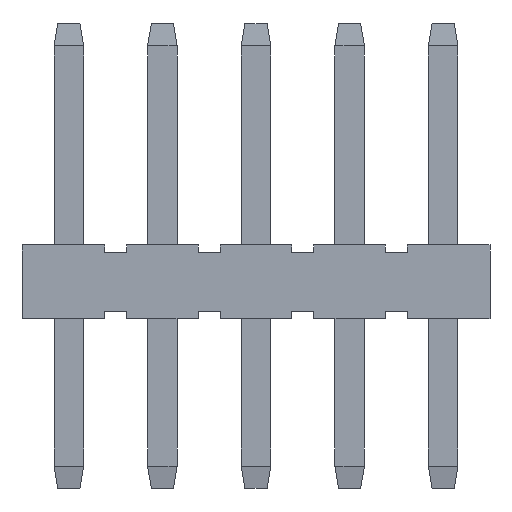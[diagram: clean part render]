
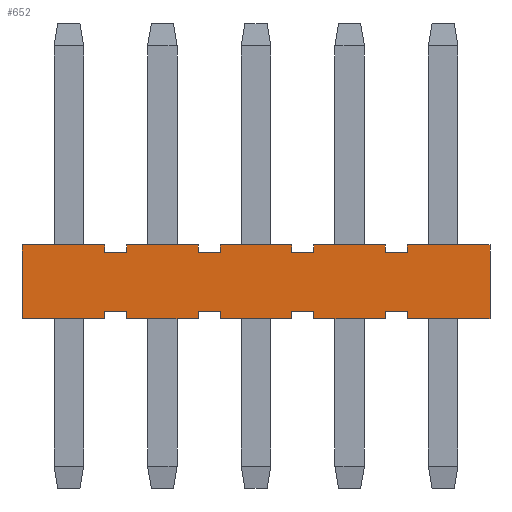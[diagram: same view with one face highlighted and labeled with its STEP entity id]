
A CAD part, left-side view. The second image highlights one B-rep face of the part: STEP entity #652.
In plain terms, the highlighted planar face has unit normal (-1, 0, 0).
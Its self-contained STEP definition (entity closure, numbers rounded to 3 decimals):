
#124 = VERTEX_POINT('',#125);
#125 = CARTESIAN_POINT('',(-1.05,-0.495,0.));
#133 = EDGE_CURVE('',#124,#134,#136,.T.);
#134 = VERTEX_POINT('',#135);
#135 = CARTESIAN_POINT('',(-1.05,0.625,0.));
#136 = LINE('',#137,#138);
#137 = CARTESIAN_POINT('',(-1.05,-5.725,0.));
#138 = VECTOR('',#139,1.);
#139 = DIRECTION('',(0.,1.,0.));
#324 = VERTEX_POINT('',#325);
#325 = CARTESIAN_POINT('',(-1.05,-0.495,0.1));
#338 = EDGE_CURVE('',#324,#124,#339,.T.);
#339 = LINE('',#340,#341);
#340 = CARTESIAN_POINT('',(-1.05,-0.495,-0.125));
#341 = VECTOR('',#342,1.);
#342 = DIRECTION('',(0.,0.,-1.));
#632 = EDGE_CURVE('',#134,#633,#635,.T.);
#633 = VERTEX_POINT('',#634);
#634 = CARTESIAN_POINT('',(-1.05,0.625,1.));
#635 = LINE('',#636,#637);
#636 = CARTESIAN_POINT('',(-1.05,0.625,0.));
#637 = VECTOR('',#638,1.);
#638 = DIRECTION('',(0.,0.,1.));
#652 = ADVANCED_FACE('',(#653),#920,.T.);
#653 = FACE_BOUND('',#654,.T.);
#654 = EDGE_LOOP('',(#655,#665,#673,#681,#689,#697,#705,#713,#721,#729,
    #737,#745,#753,#761,#769,#777,#785,#793,#801,#807,#808,#809,#810,
    #818,#826,#834,#842,#850,#858,#866,#874,#882,#890,#898,#906,#914));
#655 = ORIENTED_EDGE('',*,*,#656,.F.);
#656 = EDGE_CURVE('',#657,#659,#661,.T.);
#657 = VERTEX_POINT('',#658);
#658 = CARTESIAN_POINT('',(-1.05,-5.725,0.));
#659 = VERTEX_POINT('',#660);
#660 = CARTESIAN_POINT('',(-1.05,-4.605,0.));
#661 = LINE('',#662,#663);
#662 = CARTESIAN_POINT('',(-1.05,-5.725,0.));
#663 = VECTOR('',#664,1.);
#664 = DIRECTION('',(0.,1.,0.));
#665 = ORIENTED_EDGE('',*,*,#666,.T.);
#666 = EDGE_CURVE('',#657,#667,#669,.T.);
#667 = VERTEX_POINT('',#668);
#668 = CARTESIAN_POINT('',(-1.05,-5.725,1.));
#669 = LINE('',#670,#671);
#670 = CARTESIAN_POINT('',(-1.05,-5.725,0.));
#671 = VECTOR('',#672,1.);
#672 = DIRECTION('',(0.,0.,1.));
#673 = ORIENTED_EDGE('',*,*,#674,.T.);
#674 = EDGE_CURVE('',#667,#675,#677,.T.);
#675 = VERTEX_POINT('',#676);
#676 = CARTESIAN_POINT('',(-1.05,-4.605,1.));
#677 = LINE('',#678,#679);
#678 = CARTESIAN_POINT('',(-1.05,-5.725,1.));
#679 = VECTOR('',#680,1.);
#680 = DIRECTION('',(0.,1.,0.));
#681 = ORIENTED_EDGE('',*,*,#682,.F.);
#682 = EDGE_CURVE('',#683,#675,#685,.T.);
#683 = VERTEX_POINT('',#684);
#684 = CARTESIAN_POINT('',(-1.05,-4.605,0.9));
#685 = LINE('',#686,#687);
#686 = CARTESIAN_POINT('',(-1.05,-4.605,0.625));
#687 = VECTOR('',#688,1.);
#688 = DIRECTION('',(0.,0.,1.));
#689 = ORIENTED_EDGE('',*,*,#690,.F.);
#690 = EDGE_CURVE('',#691,#683,#693,.T.);
#691 = VERTEX_POINT('',#692);
#692 = CARTESIAN_POINT('',(-1.05,-4.305,0.9));
#693 = LINE('',#694,#695);
#694 = CARTESIAN_POINT('',(-1.05,-5.165,0.9));
#695 = VECTOR('',#696,1.);
#696 = DIRECTION('',(0.,-1.,0.));
#697 = ORIENTED_EDGE('',*,*,#698,.F.);
#698 = EDGE_CURVE('',#699,#691,#701,.T.);
#699 = VERTEX_POINT('',#700);
#700 = CARTESIAN_POINT('',(-1.05,-4.305,1.));
#701 = LINE('',#702,#703);
#702 = CARTESIAN_POINT('',(-1.05,-4.305,0.45));
#703 = VECTOR('',#704,1.);
#704 = DIRECTION('',(0.,0.,-1.));
#705 = ORIENTED_EDGE('',*,*,#706,.T.);
#706 = EDGE_CURVE('',#699,#707,#709,.T.);
#707 = VERTEX_POINT('',#708);
#708 = CARTESIAN_POINT('',(-1.05,-3.335,1.));
#709 = LINE('',#710,#711);
#710 = CARTESIAN_POINT('',(-1.05,-5.725,1.));
#711 = VECTOR('',#712,1.);
#712 = DIRECTION('',(0.,1.,0.));
#713 = ORIENTED_EDGE('',*,*,#714,.F.);
#714 = EDGE_CURVE('',#715,#707,#717,.T.);
#715 = VERTEX_POINT('',#716);
#716 = CARTESIAN_POINT('',(-1.05,-3.335,0.9));
#717 = LINE('',#718,#719);
#718 = CARTESIAN_POINT('',(-1.05,-3.335,0.625));
#719 = VECTOR('',#720,1.);
#720 = DIRECTION('',(0.,0.,1.));
#721 = ORIENTED_EDGE('',*,*,#722,.F.);
#722 = EDGE_CURVE('',#723,#715,#725,.T.);
#723 = VERTEX_POINT('',#724);
#724 = CARTESIAN_POINT('',(-1.05,-3.035,0.9));
#725 = LINE('',#726,#727);
#726 = CARTESIAN_POINT('',(-1.05,-4.53,0.9));
#727 = VECTOR('',#728,1.);
#728 = DIRECTION('',(0.,-1.,0.));
#729 = ORIENTED_EDGE('',*,*,#730,.F.);
#730 = EDGE_CURVE('',#731,#723,#733,.T.);
#731 = VERTEX_POINT('',#732);
#732 = CARTESIAN_POINT('',(-1.05,-3.035,1.));
#733 = LINE('',#734,#735);
#734 = CARTESIAN_POINT('',(-1.05,-3.035,0.45));
#735 = VECTOR('',#736,1.);
#736 = DIRECTION('',(0.,0.,-1.));
#737 = ORIENTED_EDGE('',*,*,#738,.T.);
#738 = EDGE_CURVE('',#731,#739,#741,.T.);
#739 = VERTEX_POINT('',#740);
#740 = CARTESIAN_POINT('',(-1.05,-2.065,1.));
#741 = LINE('',#742,#743);
#742 = CARTESIAN_POINT('',(-1.05,-5.725,1.));
#743 = VECTOR('',#744,1.);
#744 = DIRECTION('',(0.,1.,0.));
#745 = ORIENTED_EDGE('',*,*,#746,.F.);
#746 = EDGE_CURVE('',#747,#739,#749,.T.);
#747 = VERTEX_POINT('',#748);
#748 = CARTESIAN_POINT('',(-1.05,-2.065,0.9));
#749 = LINE('',#750,#751);
#750 = CARTESIAN_POINT('',(-1.05,-2.065,0.625));
#751 = VECTOR('',#752,1.);
#752 = DIRECTION('',(0.,0.,1.));
#753 = ORIENTED_EDGE('',*,*,#754,.F.);
#754 = EDGE_CURVE('',#755,#747,#757,.T.);
#755 = VERTEX_POINT('',#756);
#756 = CARTESIAN_POINT('',(-1.05,-1.765,0.9));
#757 = LINE('',#758,#759);
#758 = CARTESIAN_POINT('',(-1.05,-3.895,0.9));
#759 = VECTOR('',#760,1.);
#760 = DIRECTION('',(0.,-1.,0.));
#761 = ORIENTED_EDGE('',*,*,#762,.F.);
#762 = EDGE_CURVE('',#763,#755,#765,.T.);
#763 = VERTEX_POINT('',#764);
#764 = CARTESIAN_POINT('',(-1.05,-1.765,1.));
#765 = LINE('',#766,#767);
#766 = CARTESIAN_POINT('',(-1.05,-1.765,0.45));
#767 = VECTOR('',#768,1.);
#768 = DIRECTION('',(0.,0.,-1.));
#769 = ORIENTED_EDGE('',*,*,#770,.T.);
#770 = EDGE_CURVE('',#763,#771,#773,.T.);
#771 = VERTEX_POINT('',#772);
#772 = CARTESIAN_POINT('',(-1.05,-0.795,1.));
#773 = LINE('',#774,#775);
#774 = CARTESIAN_POINT('',(-1.05,-5.725,1.));
#775 = VECTOR('',#776,1.);
#776 = DIRECTION('',(0.,1.,0.));
#777 = ORIENTED_EDGE('',*,*,#778,.F.);
#778 = EDGE_CURVE('',#779,#771,#781,.T.);
#779 = VERTEX_POINT('',#780);
#780 = CARTESIAN_POINT('',(-1.05,-0.795,0.9));
#781 = LINE('',#782,#783);
#782 = CARTESIAN_POINT('',(-1.05,-0.795,0.625));
#783 = VECTOR('',#784,1.);
#784 = DIRECTION('',(0.,0.,1.));
#785 = ORIENTED_EDGE('',*,*,#786,.F.);
#786 = EDGE_CURVE('',#787,#779,#789,.T.);
#787 = VERTEX_POINT('',#788);
#788 = CARTESIAN_POINT('',(-1.05,-0.495,0.9));
#789 = LINE('',#790,#791);
#790 = CARTESIAN_POINT('',(-1.05,-3.26,0.9));
#791 = VECTOR('',#792,1.);
#792 = DIRECTION('',(0.,-1.,0.));
#793 = ORIENTED_EDGE('',*,*,#794,.F.);
#794 = EDGE_CURVE('',#795,#787,#797,.T.);
#795 = VERTEX_POINT('',#796);
#796 = CARTESIAN_POINT('',(-1.05,-0.495,1.));
#797 = LINE('',#798,#799);
#798 = CARTESIAN_POINT('',(-1.05,-0.495,0.45));
#799 = VECTOR('',#800,1.);
#800 = DIRECTION('',(0.,0.,-1.));
#801 = ORIENTED_EDGE('',*,*,#802,.T.);
#802 = EDGE_CURVE('',#795,#633,#803,.T.);
#803 = LINE('',#804,#805);
#804 = CARTESIAN_POINT('',(-1.05,-5.725,1.));
#805 = VECTOR('',#806,1.);
#806 = DIRECTION('',(0.,1.,0.));
#807 = ORIENTED_EDGE('',*,*,#632,.F.);
#808 = ORIENTED_EDGE('',*,*,#133,.F.);
#809 = ORIENTED_EDGE('',*,*,#338,.F.);
#810 = ORIENTED_EDGE('',*,*,#811,.F.);
#811 = EDGE_CURVE('',#812,#324,#814,.T.);
#812 = VERTEX_POINT('',#813);
#813 = CARTESIAN_POINT('',(-1.05,-0.795,0.1));
#814 = LINE('',#815,#816);
#815 = CARTESIAN_POINT('',(-1.05,-3.11,0.1));
#816 = VECTOR('',#817,1.);
#817 = DIRECTION('',(0.,1.,0.));
#818 = ORIENTED_EDGE('',*,*,#819,.F.);
#819 = EDGE_CURVE('',#820,#812,#822,.T.);
#820 = VERTEX_POINT('',#821);
#821 = CARTESIAN_POINT('',(-1.05,-0.795,0.));
#822 = LINE('',#823,#824);
#823 = CARTESIAN_POINT('',(-1.05,-0.795,0.05));
#824 = VECTOR('',#825,1.);
#825 = DIRECTION('',(0.,0.,1.));
#826 = ORIENTED_EDGE('',*,*,#827,.F.);
#827 = EDGE_CURVE('',#828,#820,#830,.T.);
#828 = VERTEX_POINT('',#829);
#829 = CARTESIAN_POINT('',(-1.05,-1.765,0.));
#830 = LINE('',#831,#832);
#831 = CARTESIAN_POINT('',(-1.05,-5.725,0.));
#832 = VECTOR('',#833,1.);
#833 = DIRECTION('',(0.,1.,0.));
#834 = ORIENTED_EDGE('',*,*,#835,.F.);
#835 = EDGE_CURVE('',#836,#828,#838,.T.);
#836 = VERTEX_POINT('',#837);
#837 = CARTESIAN_POINT('',(-1.05,-1.765,0.1));
#838 = LINE('',#839,#840);
#839 = CARTESIAN_POINT('',(-1.05,-1.765,-0.125));
#840 = VECTOR('',#841,1.);
#841 = DIRECTION('',(0.,0.,-1.));
#842 = ORIENTED_EDGE('',*,*,#843,.F.);
#843 = EDGE_CURVE('',#844,#836,#846,.T.);
#844 = VERTEX_POINT('',#845);
#845 = CARTESIAN_POINT('',(-1.05,-2.065,0.1));
#846 = LINE('',#847,#848);
#847 = CARTESIAN_POINT('',(-1.05,-3.745,0.1));
#848 = VECTOR('',#849,1.);
#849 = DIRECTION('',(0.,1.,0.));
#850 = ORIENTED_EDGE('',*,*,#851,.F.);
#851 = EDGE_CURVE('',#852,#844,#854,.T.);
#852 = VERTEX_POINT('',#853);
#853 = CARTESIAN_POINT('',(-1.05,-2.065,0.));
#854 = LINE('',#855,#856);
#855 = CARTESIAN_POINT('',(-1.05,-2.065,0.05));
#856 = VECTOR('',#857,1.);
#857 = DIRECTION('',(0.,0.,1.));
#858 = ORIENTED_EDGE('',*,*,#859,.F.);
#859 = EDGE_CURVE('',#860,#852,#862,.T.);
#860 = VERTEX_POINT('',#861);
#861 = CARTESIAN_POINT('',(-1.05,-3.035,0.));
#862 = LINE('',#863,#864);
#863 = CARTESIAN_POINT('',(-1.05,-5.725,0.));
#864 = VECTOR('',#865,1.);
#865 = DIRECTION('',(0.,1.,0.));
#866 = ORIENTED_EDGE('',*,*,#867,.F.);
#867 = EDGE_CURVE('',#868,#860,#870,.T.);
#868 = VERTEX_POINT('',#869);
#869 = CARTESIAN_POINT('',(-1.05,-3.035,0.1));
#870 = LINE('',#871,#872);
#871 = CARTESIAN_POINT('',(-1.05,-3.035,-0.125));
#872 = VECTOR('',#873,1.);
#873 = DIRECTION('',(0.,0.,-1.));
#874 = ORIENTED_EDGE('',*,*,#875,.F.);
#875 = EDGE_CURVE('',#876,#868,#878,.T.);
#876 = VERTEX_POINT('',#877);
#877 = CARTESIAN_POINT('',(-1.05,-3.335,0.1));
#878 = LINE('',#879,#880);
#879 = CARTESIAN_POINT('',(-1.05,-4.38,0.1));
#880 = VECTOR('',#881,1.);
#881 = DIRECTION('',(0.,1.,0.));
#882 = ORIENTED_EDGE('',*,*,#883,.F.);
#883 = EDGE_CURVE('',#884,#876,#886,.T.);
#884 = VERTEX_POINT('',#885);
#885 = CARTESIAN_POINT('',(-1.05,-3.335,0.));
#886 = LINE('',#887,#888);
#887 = CARTESIAN_POINT('',(-1.05,-3.335,0.05));
#888 = VECTOR('',#889,1.);
#889 = DIRECTION('',(0.,0.,1.));
#890 = ORIENTED_EDGE('',*,*,#891,.F.);
#891 = EDGE_CURVE('',#892,#884,#894,.T.);
#892 = VERTEX_POINT('',#893);
#893 = CARTESIAN_POINT('',(-1.05,-4.305,0.));
#894 = LINE('',#895,#896);
#895 = CARTESIAN_POINT('',(-1.05,-5.725,0.));
#896 = VECTOR('',#897,1.);
#897 = DIRECTION('',(0.,1.,0.));
#898 = ORIENTED_EDGE('',*,*,#899,.F.);
#899 = EDGE_CURVE('',#900,#892,#902,.T.);
#900 = VERTEX_POINT('',#901);
#901 = CARTESIAN_POINT('',(-1.05,-4.305,0.1));
#902 = LINE('',#903,#904);
#903 = CARTESIAN_POINT('',(-1.05,-4.305,-0.125));
#904 = VECTOR('',#905,1.);
#905 = DIRECTION('',(0.,0.,-1.));
#906 = ORIENTED_EDGE('',*,*,#907,.F.);
#907 = EDGE_CURVE('',#908,#900,#910,.T.);
#908 = VERTEX_POINT('',#909);
#909 = CARTESIAN_POINT('',(-1.05,-4.605,0.1));
#910 = LINE('',#911,#912);
#911 = CARTESIAN_POINT('',(-1.05,-5.015,0.1));
#912 = VECTOR('',#913,1.);
#913 = DIRECTION('',(0.,1.,0.));
#914 = ORIENTED_EDGE('',*,*,#915,.F.);
#915 = EDGE_CURVE('',#659,#908,#916,.T.);
#916 = LINE('',#917,#918);
#917 = CARTESIAN_POINT('',(-1.05,-4.605,0.05));
#918 = VECTOR('',#919,1.);
#919 = DIRECTION('',(0.,0.,1.));
#920 = PLANE('',#921);
#921 = AXIS2_PLACEMENT_3D('',#922,#923,#924);
#922 = CARTESIAN_POINT('',(-1.05,-5.725,0.));
#923 = DIRECTION('',(-1.,0.,0.));
#924 = DIRECTION('',(0.,1.,0.));
